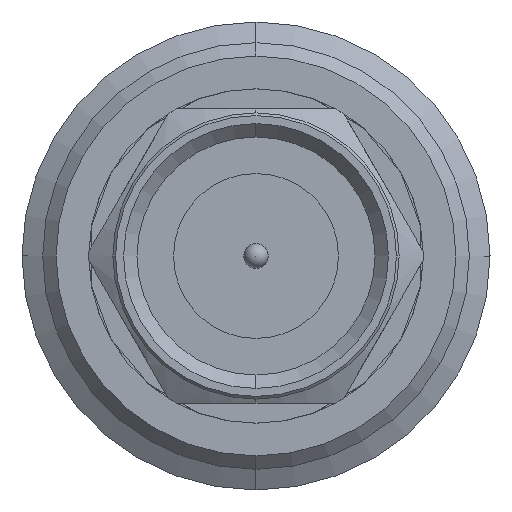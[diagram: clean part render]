
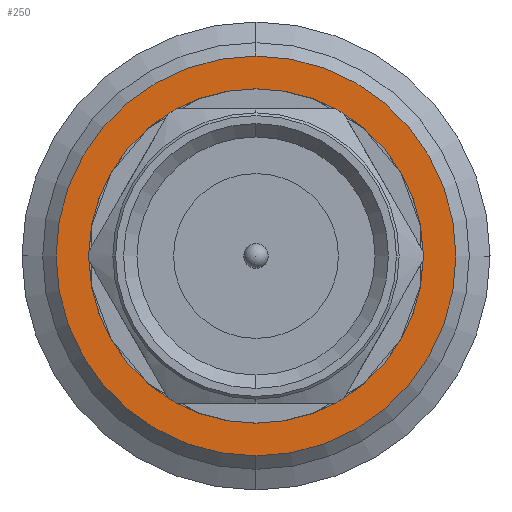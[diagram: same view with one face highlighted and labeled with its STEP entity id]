
A CAD part, left-side view. The second image highlights one B-rep face of the part: STEP entity #250.
In plain terms, the highlighted planar face has unit normal (-1, 0, 0).
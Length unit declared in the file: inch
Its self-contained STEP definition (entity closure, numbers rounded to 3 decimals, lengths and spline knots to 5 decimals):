
#4 = EDGE_CURVE ( 'NONE', #2056, #449, #1470, .T. ) ;
#41 = EDGE_CURVE ( 'NONE', #1873, #1266, #1627, .T. ) ;
#164 = FACE_BOUND ( 'NONE', #2482, .T. ) ;
#250 = ADVANCED_FACE ( 'NONE', ( #164, #2075 ), #3078, .F. ) ;
#259 = CARTESIAN_POINT ( 'NONE',  ( 0.58667, 0., -0.29441 ) ) ;
#449 = VERTEX_POINT ( 'NONE', #1891 ) ;
#453 = DIRECTION ( 'NONE',  ( 0., 0., -1. ) ) ;
#568 = AXIS2_PLACEMENT_3D ( 'NONE', #1299, #2257, #2975 ) ;
#579 = DIRECTION ( 'NONE',  ( 0., 0., -1. ) ) ;
#808 = CARTESIAN_POINT ( 'NONE',  ( 0.58667, 0., 0. ) ) ;
#917 = EDGE_CURVE ( 'NONE', #1266, #1873, #2661, .T. ) ;
#1163 = DIRECTION ( 'NONE',  ( -1., 0., 0. ) ) ;
#1213 = ORIENTED_EDGE ( 'NONE', *, *, #1869, .F. ) ;
#1266 = VERTEX_POINT ( 'NONE', #2068 ) ;
#1299 = CARTESIAN_POINT ( 'NONE',  ( 0.58667, 0., 0. ) ) ;
#1367 = CARTESIAN_POINT ( 'NONE',  ( 0.58667, 0.29441, 0. ) ) ;
#1470 = CIRCLE ( 'NONE', #568, 0.29441 ) ;
#1552 = ORIENTED_EDGE ( 'NONE', *, *, #917, .F. ) ;
#1555 = ORIENTED_EDGE ( 'NONE', *, *, #41, .F. ) ;
#1597 = CARTESIAN_POINT ( 'NONE',  ( 0.58667, 0., 0. ) ) ;
#1627 = CIRCLE ( 'NONE', #2175, 0.23634 ) ;
#1773 = DIRECTION ( 'NONE',  ( -1., 0., 0. ) ) ;
#1806 = ORIENTED_EDGE ( 'NONE', *, *, #4, .F. ) ;
#1840 = DIRECTION ( 'NONE',  ( 0., 0., -1. ) ) ;
#1869 = EDGE_CURVE ( 'NONE', #449, #2056, #2932, .T. ) ;
#1873 = VERTEX_POINT ( 'NONE', #1885 ) ;
#1885 = CARTESIAN_POINT ( 'NONE',  ( 0.58667, 0., -0.23634 ) ) ;
#1891 = CARTESIAN_POINT ( 'NONE',  ( 0.58667, 0., 0.29441 ) ) ;
#1970 = AXIS2_PLACEMENT_3D ( 'NONE', #1597, #2811, #453 ) ;
#2056 = VERTEX_POINT ( 'NONE', #259 ) ;
#2060 = DIRECTION ( 'NONE',  ( 1., 0., 0. ) ) ;
#2068 = CARTESIAN_POINT ( 'NONE',  ( 0.58667, 0., 0.23634 ) ) ;
#2075 = FACE_OUTER_BOUND ( 'NONE', #2120, .T. ) ;
#2120 = EDGE_LOOP ( 'NONE', ( #1806, #1213 ) ) ;
#2175 = AXIS2_PLACEMENT_3D ( 'NONE', #808, #1773, #579 ) ;
#2178 = AXIS2_PLACEMENT_3D ( 'NONE', #1367, #2060, #3044 ) ;
#2257 = DIRECTION ( 'NONE',  ( 1., 0., 0. ) ) ;
#2360 = CARTESIAN_POINT ( 'NONE',  ( 0.58667, 0., 0. ) ) ;
#2482 = EDGE_LOOP ( 'NONE', ( #1555, #1552 ) ) ;
#2661 = CIRCLE ( 'NONE', #2918, 0.23634 ) ;
#2811 = DIRECTION ( 'NONE',  ( 1., 0., 0. ) ) ;
#2918 = AXIS2_PLACEMENT_3D ( 'NONE', #2360, #1163, #1840 ) ;
#2932 = CIRCLE ( 'NONE', #1970, 0.29441 ) ;
#2975 = DIRECTION ( 'NONE',  ( 0., 0., -1. ) ) ;
#3044 = DIRECTION ( 'NONE',  ( 0., 1., 0. ) ) ;
#3078 = PLANE ( 'NONE',  #2178 ) ;
